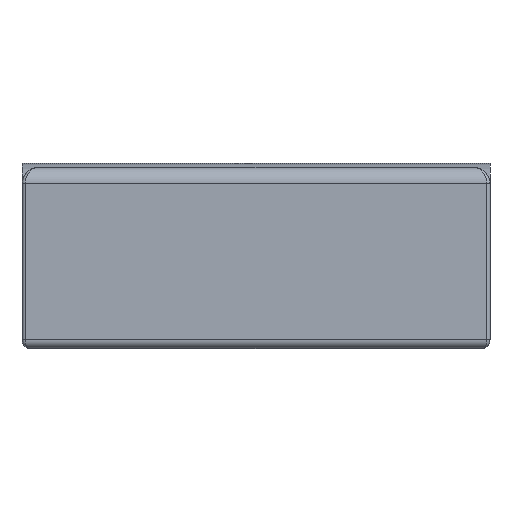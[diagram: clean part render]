
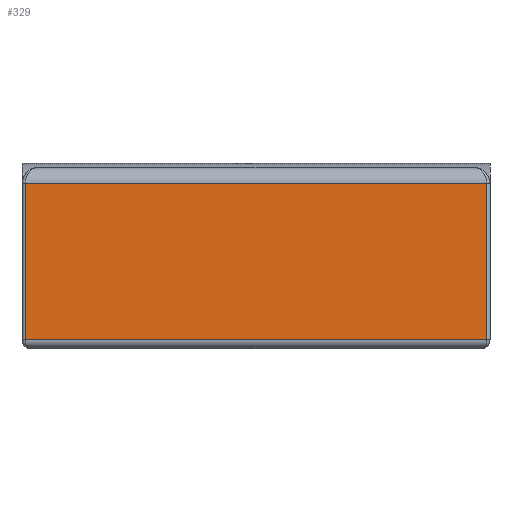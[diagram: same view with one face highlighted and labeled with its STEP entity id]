
A CAD part, front view. The second image highlights one B-rep face of the part: STEP entity #329.
In plain terms, the highlighted planar face has unit normal (0, -1, 0).
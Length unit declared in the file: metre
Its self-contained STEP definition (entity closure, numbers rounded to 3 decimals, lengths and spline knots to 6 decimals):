
#329=ADVANCED_FACE('0:583',(#616),#617,.T.);
#616=FACE_OUTER_BOUND('',#1006,.T.);
#617=PLANE('',#1007);
#1006=EDGE_LOOP('',(#1616,#1617,#1618,#1619));
#1007=AXIS2_PLACEMENT_3D('',#1620,#1621,#1622);
#1616=ORIENTED_EDGE('',*,*,#2075,.T.);
#1617=ORIENTED_EDGE('',*,*,#2030,.T.);
#1618=ORIENTED_EDGE('',*,*,#2076,.T.);
#1619=ORIENTED_EDGE('',*,*,#2077,.T.);
#1620=CARTESIAN_POINT('',(0.0,-0.00151,-0.000028));
#1621=DIRECTION('',(0.0,-1.0,0.0));
#1622=DIRECTION('',(0.0,0.0,-1.0));
#2030=EDGE_CURVE('0:685',#2387,#2383,#2388,.T.);
#2075=EDGE_CURVE('0:802',#2467,#2387,#2468,.F.);
#2076=EDGE_CURVE('0:805',#2383,#2469,#2470,.T.);
#2077=EDGE_CURVE('0:808',#2469,#2467,#2471,.T.);
#2383=VERTEX_POINT('',#2878);
#2387=VERTEX_POINT('',#2882);
#2388=LINE('',#2883,#2884);
#2467=VERTEX_POINT('',#2987);
#2468=LINE('',#2988,#2989);
#2469=VERTEX_POINT('',#2990);
#2470=LINE('',#2991,#2992);
#2471=LINE('',#2993,#2994);
#2878=CARTESIAN_POINT('',(0.00074,-0.00151,0.0));
#2882=CARTESIAN_POINT('',(-0.00074,-0.00151,0.0));
#2883=CARTESIAN_POINT('',(0.0,-0.00151,0.0));
#2884=VECTOR('',#3337,1.0);
#2987=CARTESIAN_POINT('',(-0.00074,-0.00151,0.0005));
#2988=CARTESIAN_POINT('',(-0.00074,-0.00151,-0.000028));
#2989=VECTOR('',#3404,1.0);
#2990=CARTESIAN_POINT('',(0.00074,-0.00151,0.0005));
#2991=CARTESIAN_POINT('',(0.00074,-0.00151,-0.000028));
#2992=VECTOR('',#3405,1.0);
#2993=CARTESIAN_POINT('',(0.0,-0.00151,0.0005));
#2994=VECTOR('',#3406,1.0);
#3337=DIRECTION('',(1.0,0.0,0.0));
#3404=DIRECTION('',(0.0,0.0,1.0));
#3405=DIRECTION('',(0.0,0.0,1.0));
#3406=DIRECTION('',(-1.0,0.0,0.0));
